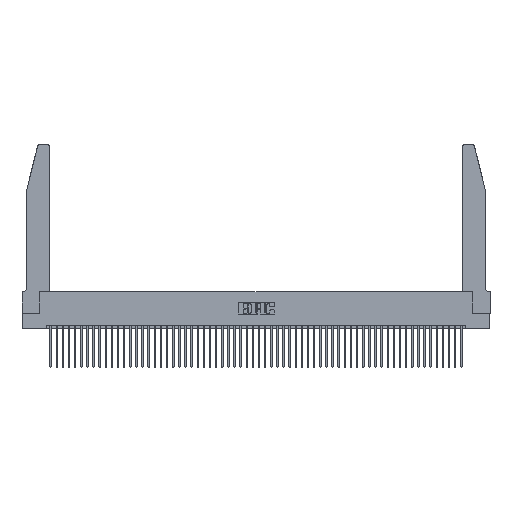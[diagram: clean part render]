
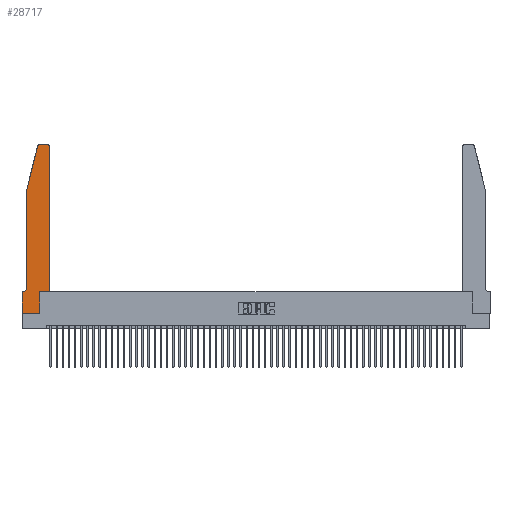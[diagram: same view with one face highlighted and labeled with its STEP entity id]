
A CAD part, top view. The second image highlights one B-rep face of the part: STEP entity #28717.
In plain terms, the highlighted planar face has unit normal (0, 0, 1).
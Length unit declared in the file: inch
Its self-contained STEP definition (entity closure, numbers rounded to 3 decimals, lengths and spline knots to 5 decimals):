
#638 = EDGE_CURVE ( 'NONE', #3963, #51078, #7567, .T. ) ;
#1351 = EDGE_CURVE ( 'NONE', #14791, #45423, #31981, .T. ) ;
#2195 = CARTESIAN_POINT ( 'NONE',  ( 0., 0.35, 0.37 ) ) ;
#2673 = ORIENTED_EDGE ( 'NONE', *, *, #50471, .T. ) ;
#2906 = DIRECTION ( 'NONE',  ( 0., 0., 1. ) ) ;
#3963 = VERTEX_POINT ( 'NONE', #13424 ) ;
#4519 = LINE ( 'NONE', #47559, #39480 ) ;
#5084 = CARTESIAN_POINT ( 'NONE',  ( 0.0055, 0.35, 0.37 ) ) ;
#5253 = EDGE_CURVE ( 'NONE', #45423, #24611, #15009, .T. ) ;
#5719 = VERTEX_POINT ( 'NONE', #49146 ) ;
#5963 = LINE ( 'NONE', #17446, #48071 ) ;
#6035 = VECTOR ( 'NONE', #34752, 39.37008 ) ;
#6052 = PLANE ( 'NONE',  #22643 ) ;
#6361 = EDGE_CURVE ( 'NONE', #7162, #14791, #29367, .T. ) ;
#6476 = ORIENTED_EDGE ( 'NONE', *, *, #638, .T. ) ;
#6762 = CARTESIAN_POINT ( 'NONE',  ( 0.4205, 2.72, 0.37 ) ) ;
#6786 = EDGE_CURVE ( 'NONE', #18973, #24666, #31950, .T. ) ;
#7162 = VERTEX_POINT ( 'NONE', #2195 ) ;
#7512 = EDGE_CURVE ( 'NONE', #20012, #7162, #49440, .T. ) ;
#7567 = LINE ( 'NONE', #10658, #10264 ) ;
#8253 = ORIENTED_EDGE ( 'NONE', *, *, #38763, .T. ) ;
#9486 = VECTOR ( 'NONE', #54390, 39.37008 ) ;
#9514 = VECTOR ( 'NONE', #43975, 39.37008 ) ;
#9707 = LINE ( 'NONE', #41428, #21020 ) ;
#10264 = VECTOR ( 'NONE', #40021, 39.37008 ) ;
#10369 = DIRECTION ( 'NONE',  ( 1., 0., 0. ) ) ;
#10658 = CARTESIAN_POINT ( 'NONE',  ( 0.4505, 0.35, 0.37 ) ) ;
#11083 = DIRECTION ( 'NONE',  ( 1., 0., 0. ) ) ;
#11947 = CARTESIAN_POINT ( 'NONE',  ( 0.0055, 0.42, 0.37 ) ) ;
#12427 = CARTESIAN_POINT ( 'NONE',  ( 0.25487, 2.72718, 0.37 ) ) ;
#13424 = CARTESIAN_POINT ( 'NONE',  ( 0.4505, 0.35, 0.37 ) ) ;
#14099 = EDGE_LOOP ( 'NONE', ( #24825, #8253, #26219, #44169, #19476, #51639, #17467, #50826, #17293, #2673, #6476, #20660 ) ) ;
#14477 = AXIS2_PLACEMENT_3D ( 'NONE', #28345, #2906, #32573 ) ;
#14715 = CARTESIAN_POINT ( 'NONE',  ( 0., 0., 0.37 ) ) ;
#14791 = VERTEX_POINT ( 'NONE', #27686 ) ;
#15009 = LINE ( 'NONE', #50490, #24884 ) ;
#15104 = CARTESIAN_POINT ( 'NONE',  ( 0.0755, 0.42, 0.37 ) ) ;
#15598 = CARTESIAN_POINT ( 'NONE',  ( 0.4505, 2.72, 0.37 ) ) ;
#16244 = DIRECTION ( 'NONE',  ( -1., 0., 0. ) ) ;
#16371 = DIRECTION ( 'NONE',  ( 0., -1., 0. ) ) ;
#17293 = ORIENTED_EDGE ( 'NONE', *, *, #5253, .T. ) ;
#17446 = CARTESIAN_POINT ( 'NONE',  ( 0.2605, 2.75, 0.37 ) ) ;
#17467 = ORIENTED_EDGE ( 'NONE', *, *, #6361, .T. ) ;
#18339 = DIRECTION ( 'NONE',  ( -0.239, -0.971, 0. ) ) ;
#18973 = VERTEX_POINT ( 'NONE', #45093 ) ;
#19476 = ORIENTED_EDGE ( 'NONE', *, *, #34720, .T. ) ;
#19541 = VECTOR ( 'NONE', #16371, 39.37008 ) ;
#20012 = VERTEX_POINT ( 'NONE', #5084 ) ;
#20660 = ORIENTED_EDGE ( 'NONE', *, *, #38108, .T. ) ;
#21020 = VECTOR ( 'NONE', #53906, 39.37008 ) ;
#22643 = AXIS2_PLACEMENT_3D ( 'NONE', #47972, #35569, #10369 ) ;
#23732 = CARTESIAN_POINT ( 'NONE',  ( 0.284, 2.75, 0.37 ) ) ;
#23833 = EDGE_CURVE ( 'NONE', #32092, #18973, #4519, .T. ) ;
#24004 = CARTESIAN_POINT ( 'NONE',  ( 0.2865, 0., 0.37 ) ) ;
#24611 = VERTEX_POINT ( 'NONE', #43833 ) ;
#24666 = VERTEX_POINT ( 'NONE', #15104 ) ;
#24825 = ORIENTED_EDGE ( 'NONE', *, *, #40130, .T. ) ;
#24884 = VECTOR ( 'NONE', #25649, 39.37008 ) ;
#25649 = DIRECTION ( 'NONE',  ( 0., 1., 0. ) ) ;
#26073 = CIRCLE ( 'NONE', #14477, 0.03 ) ;
#26219 = ORIENTED_EDGE ( 'NONE', *, *, #23833, .T. ) ;
#26305 = AXIS2_PLACEMENT_3D ( 'NONE', #11947, #41275, #16244 ) ;
#27686 = CARTESIAN_POINT ( 'NONE',  ( 0., 0., 0.37 ) ) ;
#27840 = AXIS2_PLACEMENT_3D ( 'NONE', #6762, #36244, #11083 ) ;
#28345 = CARTESIAN_POINT ( 'NONE',  ( 0.284, 2.72, 0.37 ) ) ;
#28717 = ADVANCED_FACE ( 'NONE', ( #47610 ), #6052, .T. ) ;
#29367 = LINE ( 'NONE', #45592, #19541 ) ;
#31950 = LINE ( 'NONE', #33557, #9486 ) ;
#31977 = VERTEX_POINT ( 'NONE', #23732 ) ;
#31981 = LINE ( 'NONE', #14715, #9514 ) ;
#32092 = VERTEX_POINT ( 'NONE', #12427 ) ;
#32573 = DIRECTION ( 'NONE',  ( 1., 0., 0. ) ) ;
#33557 = CARTESIAN_POINT ( 'NONE',  ( 0.0755, 2., 0.37 ) ) ;
#34720 = EDGE_CURVE ( 'NONE', #24666, #20012, #46358, .T. ) ;
#34752 = DIRECTION ( 'NONE',  ( -1., 0., 0. ) ) ;
#35569 = DIRECTION ( 'NONE',  ( 0., 0., 1. ) ) ;
#36244 = DIRECTION ( 'NONE',  ( 0., 0., 1. ) ) ;
#38108 = EDGE_CURVE ( 'NONE', #51078, #5719, #47703, .T. ) ;
#38274 = DIRECTION ( 'NONE',  ( -1., 0., 0. ) ) ;
#38763 = EDGE_CURVE ( 'NONE', #31977, #32092, #26073, .T. ) ;
#39480 = VECTOR ( 'NONE', #18339, 39.37008 ) ;
#40021 = DIRECTION ( 'NONE',  ( 0., 1., 0. ) ) ;
#40130 = EDGE_CURVE ( 'NONE', #5719, #31977, #5963, .T. ) ;
#41275 = DIRECTION ( 'NONE',  ( 0., 0., -1. ) ) ;
#41428 = CARTESIAN_POINT ( 'NONE',  ( 0.4505, 0.35, 0.37 ) ) ;
#42938 = CARTESIAN_POINT ( 'NONE',  ( 0.0755, 0.35, 0.37 ) ) ;
#43833 = CARTESIAN_POINT ( 'NONE',  ( 0.2865, 0.35, 0.37 ) ) ;
#43975 = DIRECTION ( 'NONE',  ( 1., 0., 0. ) ) ;
#44169 = ORIENTED_EDGE ( 'NONE', *, *, #6786, .T. ) ;
#45093 = CARTESIAN_POINT ( 'NONE',  ( 0.0755, 2., 0.37 ) ) ;
#45423 = VERTEX_POINT ( 'NONE', #24004 ) ;
#45592 = CARTESIAN_POINT ( 'NONE',  ( 0., 0., 0.37 ) ) ;
#46358 = CIRCLE ( 'NONE', #26305, 0.07 ) ;
#47559 = CARTESIAN_POINT ( 'NONE',  ( 0.0755, 2., 0.37 ) ) ;
#47610 = FACE_OUTER_BOUND ( 'NONE', #14099, .T. ) ;
#47703 = CIRCLE ( 'NONE', #27840, 0.03 ) ;
#47972 = CARTESIAN_POINT ( 'NONE',  ( 0., 0.35, 0.37 ) ) ;
#48071 = VECTOR ( 'NONE', #38274, 39.37008 ) ;
#49146 = CARTESIAN_POINT ( 'NONE',  ( 0.4205, 2.75, 0.37 ) ) ;
#49440 = LINE ( 'NONE', #42938, #6035 ) ;
#50471 = EDGE_CURVE ( 'NONE', #24611, #3963, #9707, .T. ) ;
#50490 = CARTESIAN_POINT ( 'NONE',  ( 0.2865, 0.35, 0.37 ) ) ;
#50826 = ORIENTED_EDGE ( 'NONE', *, *, #1351, .T. ) ;
#51078 = VERTEX_POINT ( 'NONE', #15598 ) ;
#51639 = ORIENTED_EDGE ( 'NONE', *, *, #7512, .T. ) ;
#53906 = DIRECTION ( 'NONE',  ( 1., 0., 0. ) ) ;
#54390 = DIRECTION ( 'NONE',  ( 0., -1., 0. ) ) ;
